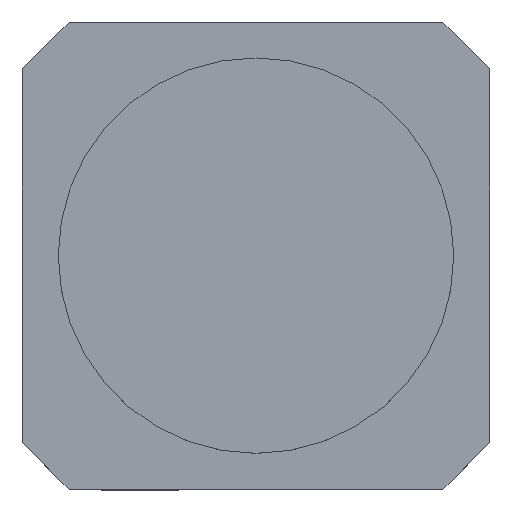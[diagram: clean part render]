
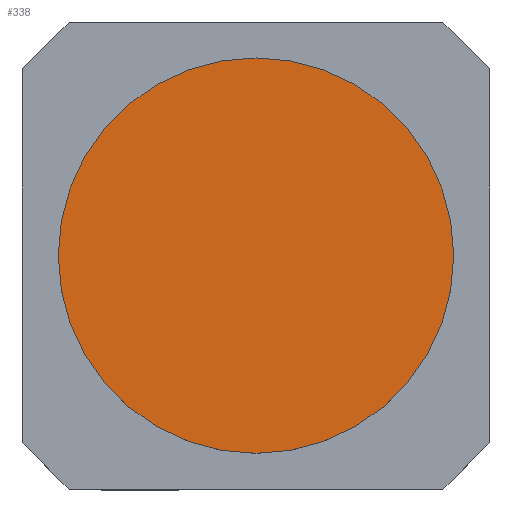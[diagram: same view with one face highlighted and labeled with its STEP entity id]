
A CAD part, top view. The second image highlights one B-rep face of the part: STEP entity #338.
In plain terms, the highlighted planar face has unit normal (0, 0, 1).
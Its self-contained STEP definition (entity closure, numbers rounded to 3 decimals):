
#28 = DIRECTION ( 'NONE',  ( 0., 0., 1. ) ) ;
#37 = CARTESIAN_POINT ( 'NONE',  ( 0., 0., 16.5 ) ) ;
#46 = DIRECTION ( 'NONE',  ( 1., 0., 0. ) ) ;
#115 = AXIS2_PLACEMENT_3D ( 'NONE', #394, #169, #303 ) ;
#135 = CIRCLE ( 'NONE', #669, 55. ) ;
#169 = DIRECTION ( 'NONE',  ( 0., 0., 1. ) ) ;
#188 = FACE_OUTER_BOUND ( 'NONE', #440, .T. ) ;
#209 = DIRECTION ( 'NONE',  ( 1., 0., 0. ) ) ;
#282 = PLANE ( 'NONE',  #576 ) ;
#303 = DIRECTION ( 'NONE',  ( 1., 0., 0. ) ) ;
#321 = EDGE_CURVE ( 'NONE', #477, #882, #135, .T. ) ;
#337 = CARTESIAN_POINT ( 'NONE',  ( 0., 0., 16.5 ) ) ;
#338 = ADVANCED_FACE ( 'NONE', ( #188 ), #282, .T. ) ;
#394 = CARTESIAN_POINT ( 'NONE',  ( 0., 0., 16.5 ) ) ;
#440 = EDGE_LOOP ( 'NONE', ( #803, #731 ) ) ;
#477 = VERTEX_POINT ( 'NONE', #851 ) ;
#576 = AXIS2_PLACEMENT_3D ( 'NONE', #337, #28, #209 ) ;
#654 = CIRCLE ( 'NONE', #115, 55. ) ;
#669 = AXIS2_PLACEMENT_3D ( 'NONE', #37, #826, #46 ) ;
#697 = CARTESIAN_POINT ( 'NONE',  ( 55., 0., 16.5 ) ) ;
#731 = ORIENTED_EDGE ( 'NONE', *, *, #1006, .T. ) ;
#803 = ORIENTED_EDGE ( 'NONE', *, *, #321, .T. ) ;
#826 = DIRECTION ( 'NONE',  ( 0., 0., 1. ) ) ;
#851 = CARTESIAN_POINT ( 'NONE',  ( -55., 0., 16.5 ) ) ;
#882 = VERTEX_POINT ( 'NONE', #697 ) ;
#1006 = EDGE_CURVE ( 'NONE', #882, #477, #654, .T. ) ;
